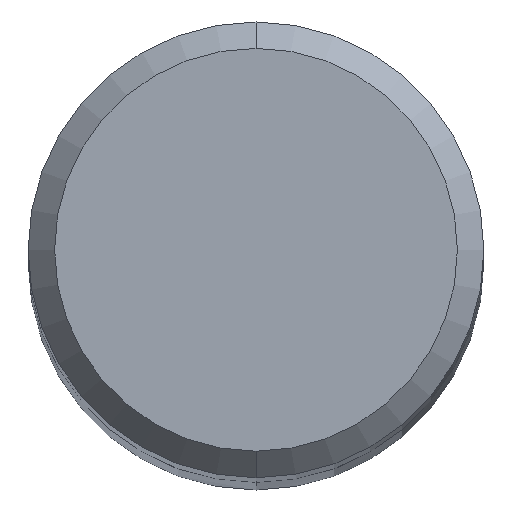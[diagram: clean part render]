
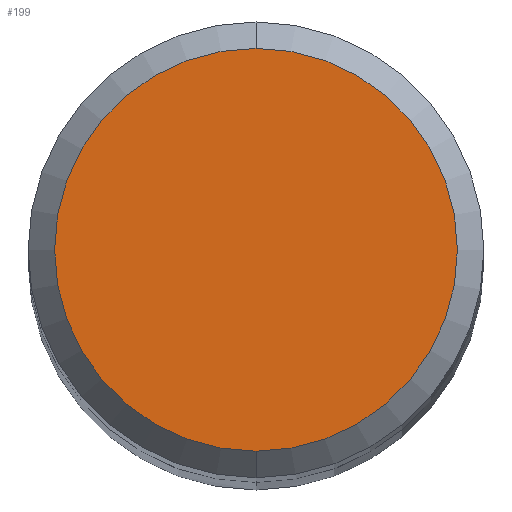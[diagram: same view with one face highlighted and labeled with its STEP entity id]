
A CAD part, top view. The second image highlights one B-rep face of the part: STEP entity #199.
In plain terms, the highlighted planar face has unit normal (0, 0, 1).
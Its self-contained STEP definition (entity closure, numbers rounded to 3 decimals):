
#197=EDGE_CURVE('',#261,#291,#462,.T.);
#199=ADVANCED_FACE('',(#464),#465,.T.);
#261=VERTEX_POINT('',#533);
#271=EDGE_CURVE('',#291,#261,#544,.T.);
#291=VERTEX_POINT('',#565);
#462=CIRCLE('',#812,3.05);
#464=FACE_OUTER_BOUND('',#814,.T.);
#465=PLANE('',#815);
#533=CARTESIAN_POINT('',(0.,-3.05,38.0));
#544=CIRCLE('',#1004,3.05);
#565=CARTESIAN_POINT('',(0.0,3.05,38.0));
#812=AXIS2_PLACEMENT_3D('',#1326,#1327,#1328);
#814=EDGE_LOOP('',(#1330,#1331));
#815=AXIS2_PLACEMENT_3D('',#1332,#1333,#1334);
#1004=AXIS2_PLACEMENT_3D('',#1428,#1429,#1430);
#1326=CARTESIAN_POINT('',(0.0,0.0,38.0));
#1327=DIRECTION('',(0.0,0.0,-1.0));
#1328=DIRECTION('',(0.0,1.0,0.0));
#1330=ORIENTED_EDGE('',*,*,#271,.F.);
#1331=ORIENTED_EDGE('',*,*,#197,.F.);
#1332=CARTESIAN_POINT('',(0.0,1.525,38.0));
#1333=DIRECTION('',(-0.0,0.0,1.0));
#1334=DIRECTION('',(0.0,-1.0,0.0));
#1428=CARTESIAN_POINT('',(0.0,0.0,38.0));
#1429=DIRECTION('',(0.0,0.0,-1.0));
#1430=DIRECTION('',(0.0,1.0,0.0));
